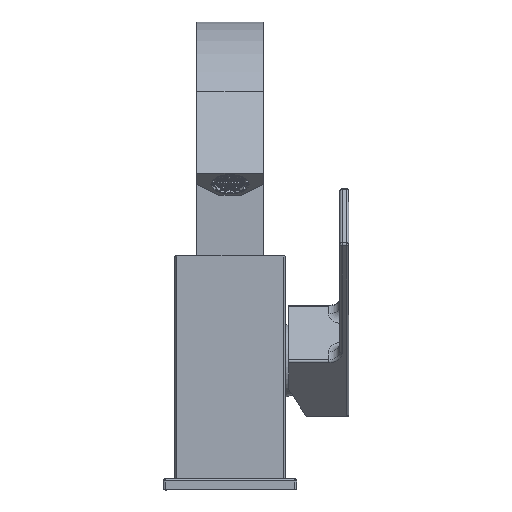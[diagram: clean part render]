
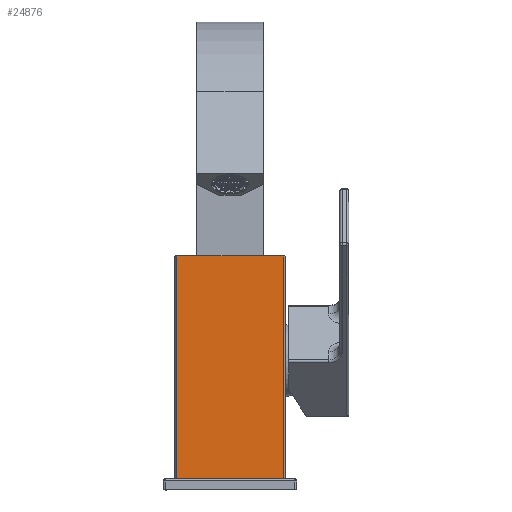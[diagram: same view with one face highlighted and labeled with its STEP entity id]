
A CAD part, top view. The second image highlights one B-rep face of the part: STEP entity #24876.
In plain terms, the highlighted planar face has unit normal (0, 0, 1).
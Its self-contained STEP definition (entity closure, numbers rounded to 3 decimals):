
#5824=DIRECTION('',(1.,0.,0.));
#5825=VECTOR('',#5824,48.);
#5826=CARTESIAN_POINT('',(-24.,100.,18.));
#5827=LINE('',#5826,#5825);
#5843=DIRECTION('',(1.,0.,0.));
#5844=VECTOR('',#5843,48.);
#5845=CARTESIAN_POINT('',(-24.,0.,18.));
#5846=LINE('',#5845,#5844);
#5847=DIRECTION('',(0.,1.,0.));
#5848=VECTOR('',#5847,100.);
#5849=CARTESIAN_POINT('',(-24.,0.,18.));
#5850=LINE('',#5849,#5848);
#5851=DIRECTION('',(0.,1.,0.));
#5852=VECTOR('',#5851,100.);
#5853=CARTESIAN_POINT('',(24.,0.,18.));
#5854=LINE('',#5853,#5852);
#13416=CARTESIAN_POINT('',(-24.,100.,18.));
#13418=VERTEX_POINT('',#13416);
#13419=CARTESIAN_POINT('',(24.,100.,18.));
#13421=VERTEX_POINT('',#13419);
#15372=CARTESIAN_POINT('',(-24.,0.,18.));
#15373=CARTESIAN_POINT('',(24.,0.,18.));
#15374=VERTEX_POINT('',#15372);
#15375=VERTEX_POINT('',#15373);
#24865=CARTESIAN_POINT('',(-25.,0.,18.));
#24866=DIRECTION('',(0.,0.,1.));
#24867=DIRECTION('',(1.,0.,0.));
#24868=AXIS2_PLACEMENT_3D('',#24865,#24866,#24867);
#24869=PLANE('',#24868);
#24870=ORIENTED_EDGE('',*,*,#20407,.F.);
#24871=ORIENTED_EDGE('',*,*,#24853,.T.);
#24872=ORIENTED_EDGE('',*,*,#24827,.T.);
#24873=ORIENTED_EDGE('',*,*,#20373,.F.);
#24874=EDGE_LOOP('',(#24870,#24871,#24872,#24873));
#24875=FACE_OUTER_BOUND('',#24874,.F.);
#24876=ADVANCED_FACE('',(#24875),#24869,.T.);
#20373=EDGE_CURVE('',#15375,#13421,#5854,.T.);
#20407=EDGE_CURVE('',#15374,#15375,#5846,.T.);
#24827=EDGE_CURVE('',#13418,#13421,#5827,.T.);
#24853=EDGE_CURVE('',#15374,#13418,#5850,.T.);
